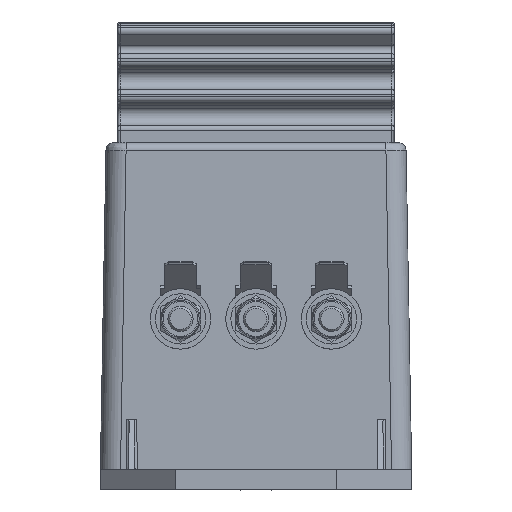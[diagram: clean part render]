
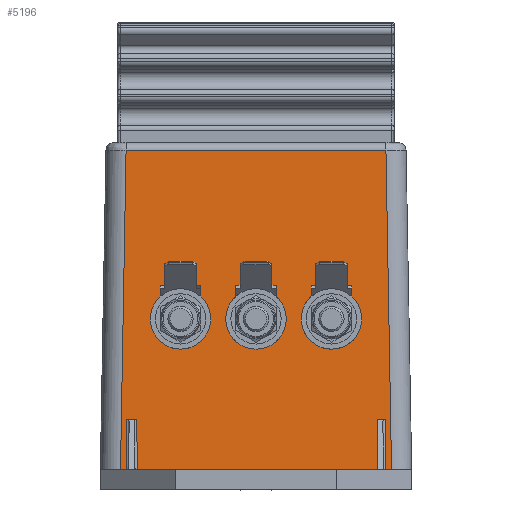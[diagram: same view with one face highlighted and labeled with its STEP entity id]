
A CAD part, left-side view. The second image highlights one B-rep face of the part: STEP entity #5196.
In plain terms, the highlighted planar face has unit normal (-1, 0, 0.018).
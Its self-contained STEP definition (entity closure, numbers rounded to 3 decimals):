
#3711=CARTESIAN_POINT('',(-46.891,-25.822,67.526));
#3712=VERTEX_POINT('',#3711);
#3737=CARTESIAN_POINT('',(-46.891,25.822,67.526));
#3738=VERTEX_POINT('',#3737);
#3746=CARTESIAN_POINT('',(-46.891,25.822,67.526));
#3747=DIRECTION('',(0.0,-1.0,0.0));
#3748=VECTOR('',#3747,51.644);
#3749=LINE('',#3746,#3748);
#3750=EDGE_CURVE('',#3738,#3712,#3749,.T.);
#4817=CARTESIAN_POINT('',(-48.,-25.8,4.0));
#4818=VERTEX_POINT('',#4817);
#4826=CARTESIAN_POINT('',(-47.825,-25.713,14.));
#4827=VERTEX_POINT('',#4826);
#4828=CARTESIAN_POINT('',(-48.,-25.8,4.));
#4829=DIRECTION('',(0.017,0.009,1.));
#4830=VECTOR('',#4829,10.002);
#4831=LINE('',#4828,#4830);
#4832=EDGE_CURVE('',#4818,#4827,#4831,.T.);
#4907=CARTESIAN_POINT('',(-47.825,25.713,14.));
#4908=VERTEX_POINT('',#4907);
#4918=CARTESIAN_POINT('',(-48.,25.8,4.0));
#4919=VERTEX_POINT('',#4918);
#4920=CARTESIAN_POINT('',(-47.825,25.713,14.));
#4921=DIRECTION('',(-0.017,0.009,-1.));
#4922=VECTOR('',#4921,10.002);
#4923=LINE('',#4920,#4922);
#4924=EDGE_CURVE('',#4908,#4919,#4923,.T.);
#4965=CARTESIAN_POINT('',(-48.,-24.1,4.0));
#4966=VERTEX_POINT('',#4965);
#4973=CARTESIAN_POINT('',(-48.,23.6,4.0));
#4974=VERTEX_POINT('',#4973);
#4975=CARTESIAN_POINT('',(-48.,-24.1,4.0));
#4976=DIRECTION('',(0.0,1.0,0.0));
#4977=VECTOR('',#4976,47.7);
#4978=LINE('',#4975,#4977);
#4979=EDGE_CURVE('',#4966,#4974,#4978,.T.);
#5006=CARTESIAN_POINT('',(-48.,26.931,4.0));
#5007=VERTEX_POINT('',#5006);
#5008=CARTESIAN_POINT('',(-48.,25.8,4.0));
#5009=DIRECTION('',(0.0,1.0,0.0));
#5010=VECTOR('',#5009,1.131);
#5011=LINE('',#5008,#5010);
#5012=EDGE_CURVE('',#4919,#5007,#5011,.T.);
#5054=CARTESIAN_POINT('',(-48.,-26.931,4.0));
#5055=VERTEX_POINT('',#5054);
#5063=CARTESIAN_POINT('',(-48.,-26.931,4.0));
#5064=DIRECTION('',(0.0,1.0,0.0));
#5065=VECTOR('',#5064,1.131);
#5066=LINE('',#5063,#5065);
#5067=EDGE_CURVE('',#5055,#4818,#5066,.T.);
#5110=CARTESIAN_POINT('',(-48.,25.,4.0));
#5111=DIRECTION('',(-1.,0.,0.017));
#5112=DIRECTION('',(0.0,-1.0,0.0));
#5113=AXIS2_PLACEMENT_3D('',#5110,#5111,#5112);
#5114=PLANE('',#5113);
#5115=ORIENTED_EDGE('',*,*,#3750,.F.);
#5116=CARTESIAN_POINT('',(-48.,26.931,4.));
#5117=DIRECTION('',(0.017,-0.017,1.));
#5118=VECTOR('',#5117,63.546);
#5119=LINE('',#5116,#5118);
#5120=EDGE_CURVE('',#5007,#3738,#5119,.T.);
#5121=ORIENTED_EDGE('',*,*,#5120,.F.);
#5122=ORIENTED_EDGE('',*,*,#5012,.F.);
#5123=ORIENTED_EDGE('',*,*,#4924,.F.);
#5124=CARTESIAN_POINT('',(-47.825,23.687,14.));
#5125=VERTEX_POINT('',#5124);
#5126=CARTESIAN_POINT('',(-47.825,25.713,14.));
#5127=DIRECTION('',(0.0,-1.0,0.0));
#5128=VECTOR('',#5127,2.025);
#5129=LINE('',#5126,#5128);
#5130=EDGE_CURVE('',#4908,#5125,#5129,.T.);
#5131=ORIENTED_EDGE('',*,*,#5130,.T.);
#5132=CARTESIAN_POINT('',(-48.,23.6,4.));
#5133=DIRECTION('',(0.017,0.009,1.));
#5134=VECTOR('',#5133,10.002);
#5135=LINE('',#5132,#5134);
#5136=EDGE_CURVE('',#4974,#5125,#5135,.T.);
#5137=ORIENTED_EDGE('',*,*,#5136,.F.);
#5138=ORIENTED_EDGE('',*,*,#4979,.F.);
#5139=CARTESIAN_POINT('',(-47.825,-24.187,14.));
#5140=VERTEX_POINT('',#5139);
#5141=CARTESIAN_POINT('',(-48.,-24.1,4.0));
#5142=DIRECTION('',(0.017,-0.009,1.));
#5143=VECTOR('',#5142,10.002);
#5144=LINE('',#5141,#5143);
#5145=EDGE_CURVE('',#4966,#5140,#5144,.T.);
#5146=ORIENTED_EDGE('',*,*,#5145,.T.);
#5147=CARTESIAN_POINT('',(-47.825,-24.187,14.));
#5148=DIRECTION('',(0.0,-1.0,0.0));
#5149=VECTOR('',#5148,1.525);
#5150=LINE('',#5147,#5149);
#5151=EDGE_CURVE('',#5140,#4827,#5150,.T.);
#5152=ORIENTED_EDGE('',*,*,#5151,.T.);
#5153=ORIENTED_EDGE('',*,*,#4832,.F.);
#5154=ORIENTED_EDGE('',*,*,#5067,.F.);
#5155=CARTESIAN_POINT('',(-46.891,-25.822,67.526));
#5156=DIRECTION('',(-0.017,-0.017,-1.));
#5157=VECTOR('',#5156,63.546);
#5158=LINE('',#5155,#5157);
#5159=EDGE_CURVE('',#3712,#5055,#5158,.T.);
#5160=ORIENTED_EDGE('',*,*,#5159,.F.);
#5161=EDGE_LOOP('',(#5115,#5121,#5122,#5123,#5131,#5137,#5138,#5146,#5152,#5153,#5154,#5160));
#5162=FACE_OUTER_BOUND('',#5161,.T.);
#5163=CARTESIAN_POINT('',(-47.522,0.,31.4));
#5164=VERTEX_POINT('',#5163);
#5165=CARTESIAN_POINT('',(-47.476,0.,34.0));
#5166=DIRECTION('',(1.,0.,-0.017));
#5167=DIRECTION('',(0.017,0.,1.));
#5168=AXIS2_PLACEMENT_3D('',#5165,#5166,#5167);
#5169=ELLIPSE('',#5168,2.6,2.6);
#5170=EDGE_CURVE('',#5164,#5164,#5169,.T.);
#5171=ORIENTED_EDGE('',*,*,#5170,.T.);
#5172=EDGE_LOOP('',(#5171));
#5173=FACE_BOUND('',#5172,.T.);
#5174=CARTESIAN_POINT('',(-47.522,-15.,31.4));
#5175=VERTEX_POINT('',#5174);
#5176=CARTESIAN_POINT('',(-47.476,-15.,34.0));
#5177=DIRECTION('',(1.,0.,-0.017));
#5178=DIRECTION('',(0.017,0.,1.));
#5179=AXIS2_PLACEMENT_3D('',#5176,#5177,#5178);
#5180=ELLIPSE('',#5179,2.6,2.6);
#5181=EDGE_CURVE('',#5175,#5175,#5180,.T.);
#5182=ORIENTED_EDGE('',*,*,#5181,.T.);
#5183=EDGE_LOOP('',(#5182));
#5184=FACE_BOUND('',#5183,.T.);
#5185=CARTESIAN_POINT('',(-47.522,15.,31.4));
#5186=VERTEX_POINT('',#5185);
#5187=CARTESIAN_POINT('',(-47.476,15.,34.0));
#5188=DIRECTION('',(1.,0.,-0.017));
#5189=DIRECTION('',(0.017,0.,1.));
#5190=AXIS2_PLACEMENT_3D('',#5187,#5188,#5189);
#5191=ELLIPSE('',#5190,2.6,2.6);
#5192=EDGE_CURVE('',#5186,#5186,#5191,.T.);
#5193=ORIENTED_EDGE('',*,*,#5192,.T.);
#5194=EDGE_LOOP('',(#5193));
#5195=FACE_BOUND('',#5194,.T.);
#5196=ADVANCED_FACE('',(#5162,#5173,#5184,#5195),#5114,.T.);
